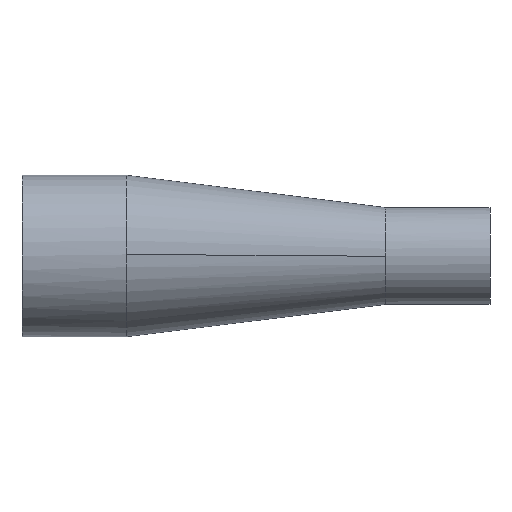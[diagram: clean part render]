
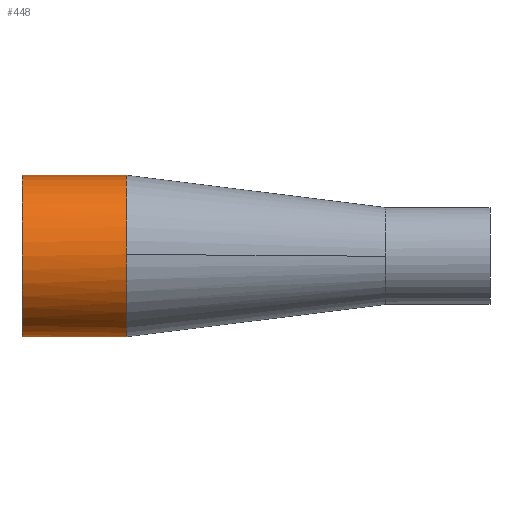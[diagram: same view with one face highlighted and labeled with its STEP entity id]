
A CAD part, left-side view. The second image highlights one B-rep face of the part: STEP entity #448.
In plain terms, the highlighted cylindrical face has radius 31.75 mm (diameter 63.5 mm), a partial arc.
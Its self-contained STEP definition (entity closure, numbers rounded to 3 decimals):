
#27 = AXIS2_PLACEMENT_3D ( 'NONE', #817, #272, #435 ) ;
#39 = DIRECTION ( 'NONE',  ( 0., -1., 0. ) ) ;
#40 = VERTEX_POINT ( 'NONE', #308 ) ;
#46 = CARTESIAN_POINT ( 'NONE',  ( 12.7, 101.6, 0. ) ) ;
#54 = CARTESIAN_POINT ( 'NONE',  ( 12.7, 101.6, 31.75 ) ) ;
#89 = EDGE_CURVE ( 'NONE', #171, #778, #148, .T. ) ;
#106 = EDGE_CURVE ( 'NONE', #171, #238, #212, .T. ) ;
#125 = EDGE_LOOP ( 'NONE', ( #690, #834, #731, #603, #610 ) ) ;
#148 = CIRCLE ( 'NONE', #175, 31.75 ) ;
#163 = VECTOR ( 'NONE', #737, 1000. ) ;
#171 = VERTEX_POINT ( 'NONE', #686 ) ;
#175 = AXIS2_PLACEMENT_3D ( 'NONE', #941, #870, #486 ) ;
#212 = LINE ( 'NONE', #484, #751 ) ;
#238 = VERTEX_POINT ( 'NONE', #719 ) ;
#245 = AXIS2_PLACEMENT_3D ( 'NONE', #46, #871, #492 ) ;
#254 = LINE ( 'NONE', #495, #163 ) ;
#261 = EDGE_CURVE ( 'NONE', #238, #40, #847, .T. ) ;
#272 = DIRECTION ( 'NONE',  ( 0., -1., 0. ) ) ;
#292 = DIRECTION ( 'NONE',  ( 0., 0., 1. ) ) ;
#308 = CARTESIAN_POINT ( 'NONE',  ( -19.044, 101.6, 0.618 ) ) ;
#404 = EDGE_CURVE ( 'NONE', #778, #510, #254, .T. ) ;
#430 = AXIS2_PLACEMENT_3D ( 'NONE', #673, #656, #292 ) ;
#435 = DIRECTION ( 'NONE',  ( 0., 0., -1. ) ) ;
#448 = ADVANCED_FACE ( 'NONE', ( #539 ), #671, .T. ) ;
#484 = CARTESIAN_POINT ( 'NONE',  ( 12.7, 142.9, -31.75 ) ) ;
#486 = DIRECTION ( 'NONE',  ( 0., 0., 1. ) ) ;
#492 = DIRECTION ( 'NONE',  ( 0., 0., 1. ) ) ;
#495 = CARTESIAN_POINT ( 'NONE',  ( 12.7, 142.9, 31.75 ) ) ;
#510 = VERTEX_POINT ( 'NONE', #54 ) ;
#521 = EDGE_CURVE ( 'NONE', #40, #510, #645, .T. ) ;
#539 = FACE_OUTER_BOUND ( 'NONE', #125, .T. ) ;
#603 = ORIENTED_EDGE ( 'NONE', *, *, #261, .T. ) ;
#610 = ORIENTED_EDGE ( 'NONE', *, *, #521, .T. ) ;
#645 = CIRCLE ( 'NONE', #430, 31.75 ) ;
#656 = DIRECTION ( 'NONE',  ( 0., 1., 0. ) ) ;
#671 = CYLINDRICAL_SURFACE ( 'NONE', #27, 31.75 ) ;
#673 = CARTESIAN_POINT ( 'NONE',  ( 12.7, 101.6, 0. ) ) ;
#686 = CARTESIAN_POINT ( 'NONE',  ( 12.7, 142.9, -31.75 ) ) ;
#690 = ORIENTED_EDGE ( 'NONE', *, *, #404, .F. ) ;
#719 = CARTESIAN_POINT ( 'NONE',  ( 12.7, 101.6, -31.75 ) ) ;
#731 = ORIENTED_EDGE ( 'NONE', *, *, #106, .T. ) ;
#737 = DIRECTION ( 'NONE',  ( 0., -1., 0. ) ) ;
#751 = VECTOR ( 'NONE', #39, 1000. ) ;
#778 = VERTEX_POINT ( 'NONE', #837 ) ;
#817 = CARTESIAN_POINT ( 'NONE',  ( 12.7, 142.9, 0. ) ) ;
#834 = ORIENTED_EDGE ( 'NONE', *, *, #89, .F. ) ;
#837 = CARTESIAN_POINT ( 'NONE',  ( 12.7, 142.9, 31.75 ) ) ;
#847 = CIRCLE ( 'NONE', #245, 31.75 ) ;
#870 = DIRECTION ( 'NONE',  ( 0., 1., 0. ) ) ;
#871 = DIRECTION ( 'NONE',  ( 0., 1., 0. ) ) ;
#941 = CARTESIAN_POINT ( 'NONE',  ( 12.7, 142.9, 0. ) ) ;
